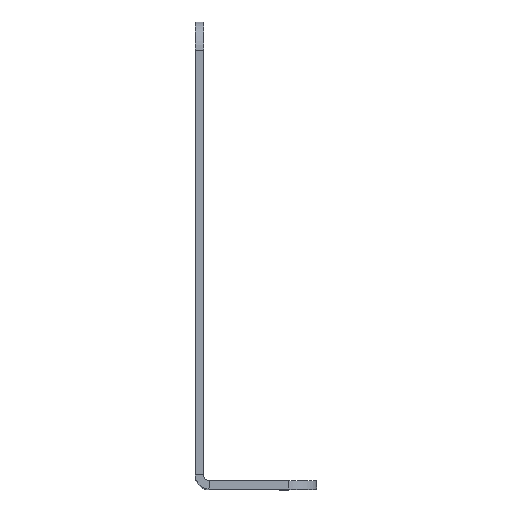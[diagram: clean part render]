
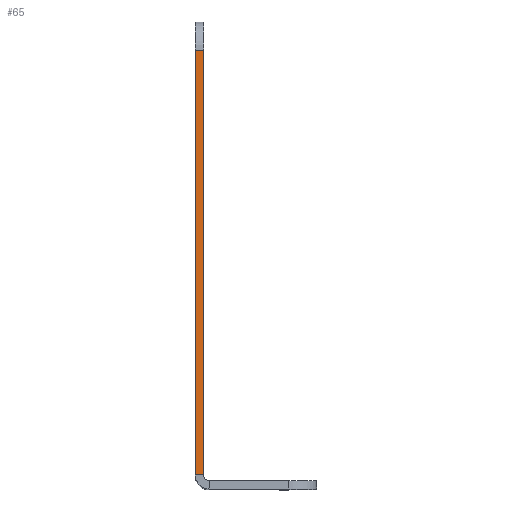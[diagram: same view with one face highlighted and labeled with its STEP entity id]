
A CAD part, top view. The second image highlights one B-rep face of the part: STEP entity #65.
In plain terms, the highlighted planar face has unit normal (0, 0, 1).
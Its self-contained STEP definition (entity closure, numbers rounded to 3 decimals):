
#63 = ORIENTED_EDGE ( 'NONE', *, *, #1047, .T. ) ;
#65 = ADVANCED_FACE ( 'NONE', ( #3298 ), #2070, .T. ) ;
#92 = VECTOR ( 'NONE', #3788, 1000. ) ;
#174 = EDGE_CURVE ( 'NONE', #3742, #3594, #3455, .T. ) ;
#258 = CARTESIAN_POINT ( 'NONE',  ( -1.5, 75., 0. ) ) ;
#413 = EDGE_LOOP ( 'NONE', ( #3643, #2612, #63, #2069 ) ) ;
#497 = VERTEX_POINT ( 'NONE', #3888 ) ;
#671 = EDGE_CURVE ( 'NONE', #3742, #1498, #3412, .T. ) ;
#814 = CARTESIAN_POINT ( 'NONE',  ( 0., 0., 0. ) ) ;
#993 = DIRECTION ( 'NONE',  ( 1., 0., 0. ) ) ;
#1047 = EDGE_CURVE ( 'NONE', #1498, #497, #3162, .T. ) ;
#1065 = VECTOR ( 'NONE', #993, 1000. ) ;
#1498 = VERTEX_POINT ( 'NONE', #3840 ) ;
#1698 = VECTOR ( 'NONE', #2248, 1000. ) ;
#2069 = ORIENTED_EDGE ( 'NONE', *, *, #2712, .T. ) ;
#2070 = PLANE ( 'NONE',  #2882 ) ;
#2235 = DIRECTION ( 'NONE',  ( 0., -1., 0. ) ) ;
#2248 = DIRECTION ( 'NONE',  ( 0., -1., 0. ) ) ;
#2440 = DIRECTION ( 'NONE',  ( 0., -1., 0. ) ) ;
#2612 = ORIENTED_EDGE ( 'NONE', *, *, #671, .T. ) ;
#2712 = EDGE_CURVE ( 'NONE', #497, #3594, #2917, .T. ) ;
#2744 = CARTESIAN_POINT ( 'NONE',  ( -1.5, 80., 0. ) ) ;
#2756 = CARTESIAN_POINT ( 'NONE',  ( 0., 75., 0. ) ) ;
#2882 = AXIS2_PLACEMENT_3D ( 'NONE', #2744, #3322, #2440 ) ;
#2897 = CARTESIAN_POINT ( 'NONE',  ( -1.5, 0., 0. ) ) ;
#2917 = LINE ( 'NONE', #2897, #1065 ) ;
#3162 = LINE ( 'NONE', #3770, #1698 ) ;
#3298 = FACE_OUTER_BOUND ( 'NONE', #413, .T. ) ;
#3322 = DIRECTION ( 'NONE',  ( 0., 0., 1. ) ) ;
#3412 = LINE ( 'NONE', #258, #92 ) ;
#3436 = CARTESIAN_POINT ( 'NONE',  ( 0., 80., 0. ) ) ;
#3455 = LINE ( 'NONE', #3436, #3980 ) ;
#3594 = VERTEX_POINT ( 'NONE', #814 ) ;
#3643 = ORIENTED_EDGE ( 'NONE', *, *, #174, .F. ) ;
#3742 = VERTEX_POINT ( 'NONE', #2756 ) ;
#3770 = CARTESIAN_POINT ( 'NONE',  ( -1.5, 80., 0. ) ) ;
#3788 = DIRECTION ( 'NONE',  ( -1., 0., 0. ) ) ;
#3840 = CARTESIAN_POINT ( 'NONE',  ( -1.5, 75., 0. ) ) ;
#3888 = CARTESIAN_POINT ( 'NONE',  ( -1.5, 0., 0. ) ) ;
#3980 = VECTOR ( 'NONE', #2235, 1000. ) ;
